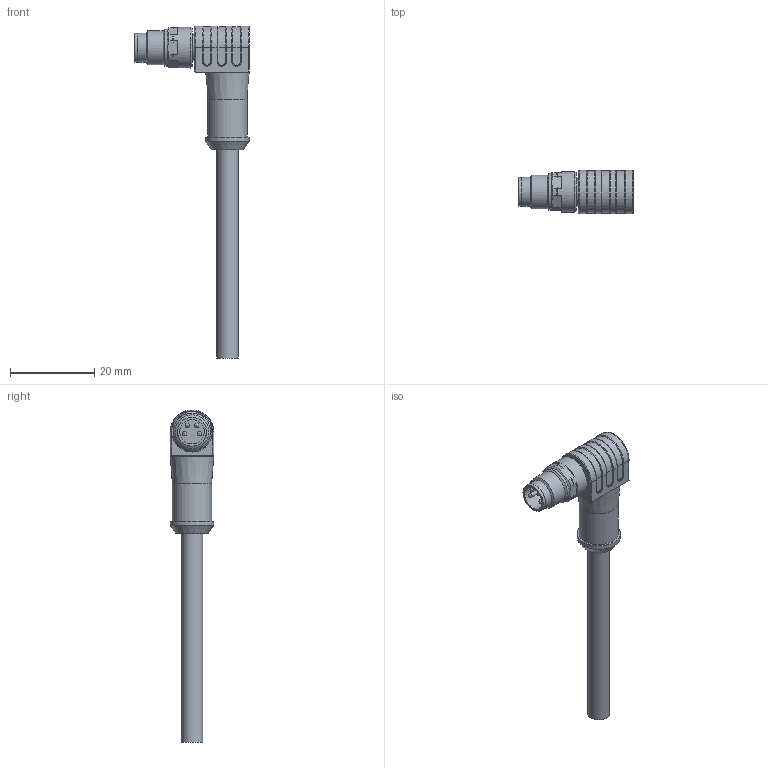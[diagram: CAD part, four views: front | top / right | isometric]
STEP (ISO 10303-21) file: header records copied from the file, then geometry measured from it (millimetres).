
FILE_DESCRIPTION(/* description */ (''),/* implementation_level */ '2;1');
FILE_NAME(/* name */ 'IE-SWSPS4.stp',/* time_stamp */ '2015-04-07T11:56:31+02:00',/* author */ (''),/* organization */ (''),/* preprocessor_version */ 'ST-DEVELOPER v14',/* originating_system */ 'SIEMENS PLM Software NX 8.0',/* authorisation */ '');
FILE_SCHEMA (('AUTOMOTIVE_DESIGN { 1 0 10303 214 3 1 1 1 }'));
Length unit declared in the file: millimetre
Products named in the file (1): AL-SWSPS4
Bounding box: 27.1 x 10.3 x 78.65 mm (x, y, z)
Volume: 4264.8 mm3; surface area: 2619.4 mm2
Topology: 1 solids, 1 shells, 165 faces, 402 edges, 246 vertices
Faces by surface type: cylinder 60, bspline 40, plane 37, cone 18, torus 6, sphere 4
Full cylindrical faces by diameter (mm): 1 x4, 5.1 x1, 5.775 x1, 6.2 x1, 6.85 x1, 6.9 x1, 8 x1, 8.8 x1, 9.3 x1, 9.6 x1, 10.3 x1
Entity records: 6246 total; most frequent: CARTESIAN_POINT 1448, DIRECTION 804, ORIENTED_EDGE 724, EDGE_CURVE 362, AXIS2_PLACEMENT_3D 346, VERTEX_POINT 230, CIRCLE 218, EDGE_LOOP 196
